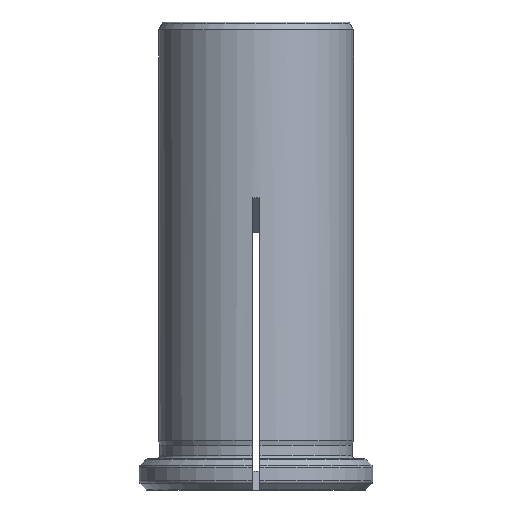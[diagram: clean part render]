
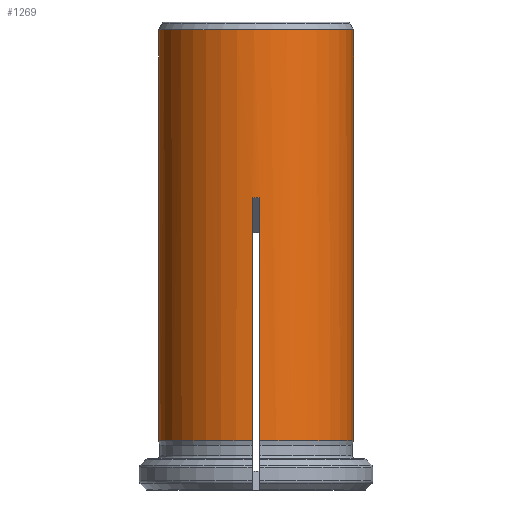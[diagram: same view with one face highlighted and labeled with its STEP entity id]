
A CAD part, front view. The second image highlights one B-rep face of the part: STEP entity #1269.
In plain terms, the highlighted cylindrical face has radius 12.5 mm (diameter 25 mm), a full revolution.
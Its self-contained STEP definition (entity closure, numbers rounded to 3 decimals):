
#149=CIRCLE('',#1367,12.5);
#150=CIRCLE('',#1368,12.5);
#151=CIRCLE('',#1370,12.5);
#152=CIRCLE('',#1372,12.5);
#153=CIRCLE('',#1374,12.5);
#208=ELLIPSE('',#1369,17.678,12.5);
#209=ELLIPSE('',#1371,17.678,12.5);
#210=ELLIPSE('',#1373,17.678,12.5);
#211=ELLIPSE('',#1375,17.678,12.5);
#247=ORIENTED_EDGE('',*,*,#648,.F.);
#248=ORIENTED_EDGE('',*,*,#649,.F.);
#249=ORIENTED_EDGE('',*,*,#650,.T.);
#250=ORIENTED_EDGE('',*,*,#651,.T.);
#251=ORIENTED_EDGE('',*,*,#652,.F.);
#252=ORIENTED_EDGE('',*,*,#653,.F.);
#253=ORIENTED_EDGE('',*,*,#654,.T.);
#254=ORIENTED_EDGE('',*,*,#655,.T.);
#255=ORIENTED_EDGE('',*,*,#656,.F.);
#256=ORIENTED_EDGE('',*,*,#657,.F.);
#257=ORIENTED_EDGE('',*,*,#658,.T.);
#258=ORIENTED_EDGE('',*,*,#659,.T.);
#259=ORIENTED_EDGE('',*,*,#660,.F.);
#260=ORIENTED_EDGE('',*,*,#661,.F.);
#261=ORIENTED_EDGE('',*,*,#662,.T.);
#262=ORIENTED_EDGE('',*,*,#663,.T.);
#263=ORIENTED_EDGE('',*,*,#664,.F.);
#648=EDGE_CURVE('',#849,#849,#149,.F.);
#649=EDGE_CURVE('',#850,#851,#150,.F.);
#650=EDGE_CURVE('',#850,#852,#972,.T.);
#651=EDGE_CURVE('',#852,#853,#208,.F.);
#652=EDGE_CURVE('',#854,#853,#973,.T.);
#653=EDGE_CURVE('',#855,#854,#151,.F.);
#654=EDGE_CURVE('',#855,#856,#974,.T.);
#655=EDGE_CURVE('',#856,#857,#209,.F.);
#656=EDGE_CURVE('',#858,#857,#975,.T.);
#657=EDGE_CURVE('',#859,#858,#152,.F.);
#658=EDGE_CURVE('',#859,#860,#976,.T.);
#659=EDGE_CURVE('',#860,#861,#210,.F.);
#660=EDGE_CURVE('',#862,#861,#977,.T.);
#661=EDGE_CURVE('',#863,#862,#153,.F.);
#662=EDGE_CURVE('',#863,#864,#978,.T.);
#663=EDGE_CURVE('',#864,#865,#211,.F.);
#664=EDGE_CURVE('',#851,#865,#979,.T.);
#849=VERTEX_POINT('',#1910);
#850=VERTEX_POINT('',#1912);
#851=VERTEX_POINT('',#1913);
#852=VERTEX_POINT('',#1915);
#853=VERTEX_POINT('',#1917);
#854=VERTEX_POINT('',#1919);
#855=VERTEX_POINT('',#1921);
#856=VERTEX_POINT('',#1923);
#857=VERTEX_POINT('',#1925);
#858=VERTEX_POINT('',#1927);
#859=VERTEX_POINT('',#1929);
#860=VERTEX_POINT('',#1931);
#861=VERTEX_POINT('',#1933);
#862=VERTEX_POINT('',#1935);
#863=VERTEX_POINT('',#1937);
#864=VERTEX_POINT('',#1939);
#865=VERTEX_POINT('',#1941);
#972=LINE('',#1914,#1040);
#973=LINE('',#1918,#1041);
#974=LINE('',#1922,#1042);
#975=LINE('',#1926,#1043);
#976=LINE('',#1930,#1044);
#977=LINE('',#1934,#1045);
#978=LINE('',#1938,#1046);
#979=LINE('',#1942,#1047);
#1040=VECTOR('',#1549,1000.);
#1041=VECTOR('',#1552,1000.);
#1042=VECTOR('',#1555,1000.);
#1043=VECTOR('',#1558,1000.);
#1044=VECTOR('',#1561,1000.);
#1045=VECTOR('',#1564,1000.);
#1046=VECTOR('',#1567,1000.);
#1047=VECTOR('',#1570,1000.);
#1096=EDGE_LOOP('',(#247));
#1097=EDGE_LOOP('',(#248,#249,#250,#251,#252,#253,#254,#255,#256,#257,#258,
#259,#260,#261,#262,#263));
#1180=FACE_BOUND('',#1096,.T.);
#1181=FACE_BOUND('',#1097,.T.);
#1257=CYLINDRICAL_SURFACE('',#1366,12.5);
#1269=ADVANCED_FACE('',(#1180,#1181),#1257,.T.);
#1366=AXIS2_PLACEMENT_3D('',#1908,#1543,#1544);
#1367=AXIS2_PLACEMENT_3D('',#1909,#1545,#1546);
#1368=AXIS2_PLACEMENT_3D('',#1911,#1547,#1548);
#1369=AXIS2_PLACEMENT_3D('',#1916,#1550,#1551);
#1370=AXIS2_PLACEMENT_3D('',#1920,#1553,#1554);
#1371=AXIS2_PLACEMENT_3D('',#1924,#1556,#1557);
#1372=AXIS2_PLACEMENT_3D('',#1928,#1559,#1560);
#1373=AXIS2_PLACEMENT_3D('',#1932,#1562,#1563);
#1374=AXIS2_PLACEMENT_3D('',#1936,#1565,#1566);
#1375=AXIS2_PLACEMENT_3D('',#1940,#1568,#1569);
#1543=DIRECTION('',(0.,0.,1.));
#1544=DIRECTION('',(1.,0.,0.));
#1545=DIRECTION('',(0.,0.,-1.));
#1546=DIRECTION('',(-1.,0.,0.));
#1547=DIRECTION('',(0.,0.,1.));
#1548=DIRECTION('',(1.,0.,0.));
#1549=DIRECTION('',(0.,0.,1.));
#1550=DIRECTION('',(0.,-0.707,-0.707));
#1551=DIRECTION('',(0.,-0.707,0.707));
#1552=DIRECTION('',(0.,0.,1.));
#1553=DIRECTION('',(0.,0.,1.));
#1554=DIRECTION('',(1.,0.,0.));
#1555=DIRECTION('',(0.,0.,1.));
#1556=DIRECTION('',(0.707,0.,-0.707));
#1557=DIRECTION('',(0.707,0.,0.707));
#1558=DIRECTION('',(0.,0.,1.));
#1559=DIRECTION('',(0.,0.,1.));
#1560=DIRECTION('',(1.,0.,0.));
#1561=DIRECTION('',(0.,0.,1.));
#1562=DIRECTION('',(0.,0.707,-0.707));
#1563=DIRECTION('',(0.,0.707,0.707));
#1564=DIRECTION('',(0.,0.,1.));
#1565=DIRECTION('',(0.,0.,1.));
#1566=DIRECTION('',(1.,0.,0.));
#1567=DIRECTION('',(0.,0.,1.));
#1568=DIRECTION('',(-0.707,0.,-0.707));
#1569=DIRECTION('',(-0.707,0.,0.707));
#1570=DIRECTION('',(0.,0.,1.));
#1908=CARTESIAN_POINT('',(0.,0.,60.));
#1909=CARTESIAN_POINT('',(0.,0.,54.986));
#1910=CARTESIAN_POINT('',(-12.5,0.,54.986));
#1911=CARTESIAN_POINT('',(0.,0.,2.313));
#1912=CARTESIAN_POINT('',(-0.5,-12.49,2.313));
#1913=CARTESIAN_POINT('',(-12.49,-0.5,2.313));
#1914=CARTESIAN_POINT('',(-0.5,-12.49,60.));
#1915=CARTESIAN_POINT('',(-0.5,-12.49,33.49));
#1916=CARTESIAN_POINT('',(0.,0.,21.));
#1917=CARTESIAN_POINT('',(0.5,-12.49,33.49));
#1918=CARTESIAN_POINT('',(0.5,-12.49,60.));
#1919=CARTESIAN_POINT('',(0.5,-12.49,2.313));
#1920=CARTESIAN_POINT('',(0.,0.,2.313));
#1921=CARTESIAN_POINT('',(12.49,-0.5,2.313));
#1922=CARTESIAN_POINT('',(12.49,-0.5,60.));
#1923=CARTESIAN_POINT('',(12.49,-0.5,33.49));
#1924=CARTESIAN_POINT('',(0.,0.,21.));
#1925=CARTESIAN_POINT('',(12.49,0.5,33.49));
#1926=CARTESIAN_POINT('',(12.49,0.5,60.));
#1927=CARTESIAN_POINT('',(12.49,0.5,2.313));
#1928=CARTESIAN_POINT('',(0.,0.,2.313));
#1929=CARTESIAN_POINT('',(0.5,12.49,2.313));
#1930=CARTESIAN_POINT('',(0.5,12.49,60.));
#1931=CARTESIAN_POINT('',(0.5,12.49,33.49));
#1932=CARTESIAN_POINT('',(0.,0.,21.));
#1933=CARTESIAN_POINT('',(-0.5,12.49,33.49));
#1934=CARTESIAN_POINT('',(-0.5,12.49,60.));
#1935=CARTESIAN_POINT('',(-0.5,12.49,2.313));
#1936=CARTESIAN_POINT('',(0.,0.,2.313));
#1937=CARTESIAN_POINT('',(-12.49,0.5,2.313));
#1938=CARTESIAN_POINT('',(-12.49,0.5,60.));
#1939=CARTESIAN_POINT('',(-12.49,0.5,33.49));
#1940=CARTESIAN_POINT('',(0.,0.,21.));
#1941=CARTESIAN_POINT('',(-12.49,-0.5,33.49));
#1942=CARTESIAN_POINT('',(-12.49,-0.5,60.));
